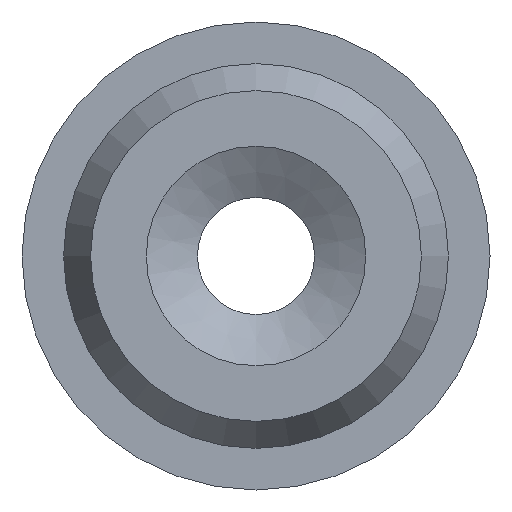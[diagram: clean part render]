
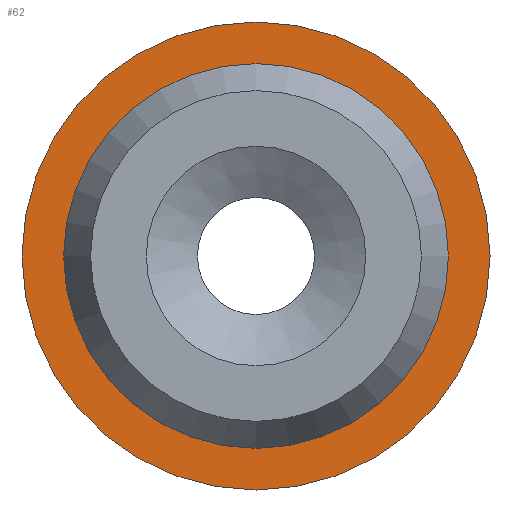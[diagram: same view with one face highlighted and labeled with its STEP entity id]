
A CAD part, front view. The second image highlights one B-rep face of the part: STEP entity #62.
In plain terms, the highlighted planar face has unit normal (0, -1, 0).
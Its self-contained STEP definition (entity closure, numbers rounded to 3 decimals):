
#62 = ADVANCED_FACE( '', ( #145, #146 ), #147, .F. );
#145 = FACE_BOUND( '', #260, .T. );
#146 = FACE_OUTER_BOUND( '', #261, .T. );
#147 = PLANE( '', #262 );
#260 = EDGE_LOOP( '', ( #388 ) );
#261 = EDGE_LOOP( '', ( #389 ) );
#262 = AXIS2_PLACEMENT_3D( '', #390, #391, #392 );
#388 = ORIENTED_EDGE( '', *, *, #588, .F. );
#389 = ORIENTED_EDGE( '', *, *, #589, .T. );
#390 = CARTESIAN_POINT( '', ( 8., 6.5, 0. ) );
#391 = DIRECTION( '', ( 0., 1., 0. ) );
#392 = DIRECTION( '', ( 0., 0., 1. ) );
#588 = EDGE_CURVE( '', #678, #678, #679, .T. );
#589 = EDGE_CURVE( '', #680, #680, #681, .T. );
#678 = VERTEX_POINT( '', #810 );
#679 = CIRCLE( '', #811, 5.6 );
#680 = VERTEX_POINT( '', #812 );
#681 = CIRCLE( '', #813, 8. );
#810 = CARTESIAN_POINT( '', ( 0., 6.5, -5.6 ) );
#811 = AXIS2_PLACEMENT_3D( '', #979, #980, #981 );
#812 = CARTESIAN_POINT( '', ( 0., 6.5, -8. ) );
#813 = AXIS2_PLACEMENT_3D( '', #982, #983, #984 );
#979 = CARTESIAN_POINT( '', ( 0., 6.5, 0. ) );
#980 = DIRECTION( '', ( 0., -1., 0. ) );
#981 = DIRECTION( '', ( 0., 0., -1. ) );
#982 = CARTESIAN_POINT( '', ( 0., 6.5, 0. ) );
#983 = DIRECTION( '', ( 0., -1., 0. ) );
#984 = DIRECTION( '', ( 0., 0., -1. ) );
